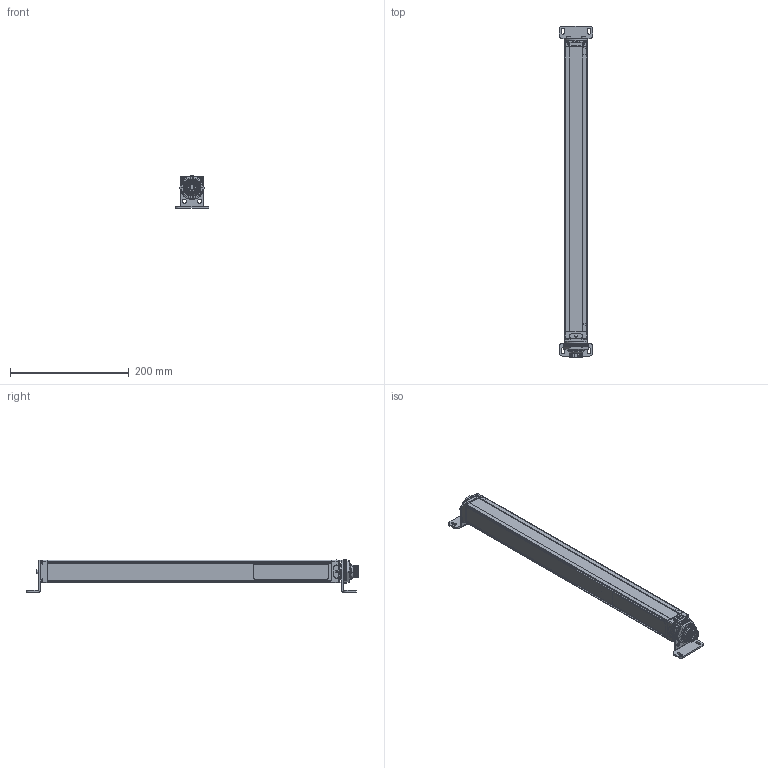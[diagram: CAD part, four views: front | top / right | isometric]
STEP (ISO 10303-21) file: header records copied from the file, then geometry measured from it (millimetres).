
FILE_DESCRIPTION((''),'2;1');
FILE_NAME('169475_ASM','2012-12-03T',('banengservice'),('BANNER ENGINEERING'),'PRO/ENGINEER BY PARAMETRIC TECHNOLOGY CORPORATION, 2009141','PRO/ENGINEER BY PARAMETRIC TECHNOLOGY CORPORATION, 2009141','');
FILE_SCHEMA(('CONFIG_CONTROL_DESIGN'));
Length unit declared in the file: inch
Products named in the file (22): 37963; 37998; 54265; 38676; 124107; 55654; 113974; 124106; 36741; 130650_ASM; 62332; 13411; 111919; 111920; 112305_ASM; 70497; 39966; 39965; 36756; 38073; 08249; 169475_ASM
Assembly tree (34 placements, depth 3):
  169475_ASM
    37963
    37998
    54265
    38676  x2
    124107
    55654  x4
    113974
    130650_ASM
      124106
      36741  x3
    62332
    112305_ASM
      13411
      111919  x4
      111920
    70497  x4
    39966
    39965
    36756  x2
    38073
    08249
Bounding box: 57.15 x 558.72 x 54.86 mm (x, y, z)
Volume: 259309.8 mm3; surface area: 233380.4 mm2
Topology: 42 solids, 43 shells, 2067 faces, 5532 edges, 3614 vertices
Faces by surface type: plane 830, cylinder 813, bspline 294, cone 68, sphere 30, torus 26, extrusion 6
Entity records: 94065 total; most frequent: CARTESIAN_POINT 50491, ORIENTED_EDGE 9526, DIRECTION 8202, EDGE_CURVE 4765, VERTEX_POINT 3131, VECTOR 2758, LINE 2752, AXIS2_PLACEMENT_3D 2722
